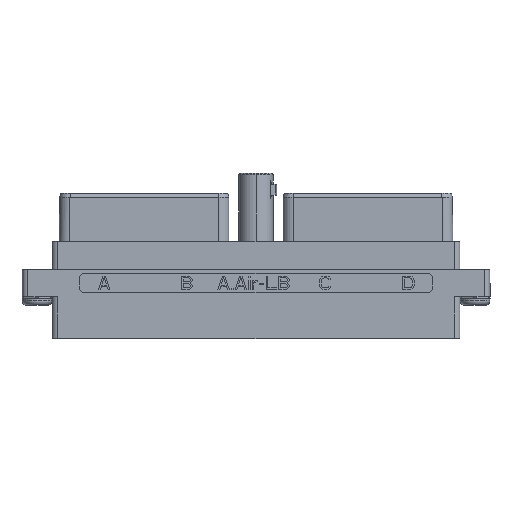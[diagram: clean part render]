
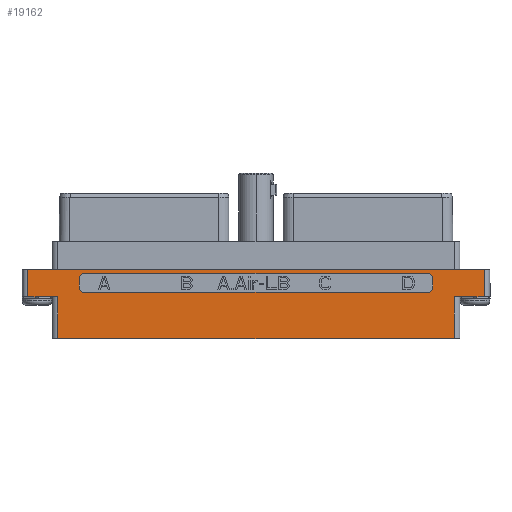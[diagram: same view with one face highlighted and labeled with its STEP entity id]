
A CAD part, top view. The second image highlights one B-rep face of the part: STEP entity #19162.
In plain terms, the highlighted planar face has unit normal (0, 0, 1).
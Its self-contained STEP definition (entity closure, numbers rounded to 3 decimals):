
#27=DIRECTION('',(-1.,0.,0.));
#28=VECTOR('',#27,83.86);
#29=CARTESIAN_POINT('',(41.93,-5.135,7.965));
#30=LINE('',#29,#28);
#98=DIRECTION('',(0.,-1.,0.));
#99=VECTOR('',#98,4.99);
#100=CARTESIAN_POINT('',(41.93,-5.135,7.965));
#101=LINE('',#100,#99);
#256=DIRECTION('',(1.,0.,0.));
#257=VECTOR('',#256,5.48);
#258=CARTESIAN_POINT('',(36.45,-10.125,7.965));
#259=LINE('',#258,#257);
#695=DIRECTION('',(1.,0.,0.));
#696=VECTOR('',#695,5.48);
#697=CARTESIAN_POINT('',(-41.93,-10.125,7.965));
#698=LINE('',#697,#696);
#967=DIRECTION('',(0.,-1.,0.));
#968=VECTOR('',#967,4.99);
#969=CARTESIAN_POINT('',(-41.93,-5.135,7.965));
#970=LINE('',#969,#968);
#985=CARTESIAN_POINT('',(-31.5,-6.86,7.965));
#986=DIRECTION('',(0.,0.,1.));
#987=DIRECTION('',(0.,1.,0.));
#988=AXIS2_PLACEMENT_3D('',#985,#986,#987);
#990=DIRECTION('',(0.,-1.,0.));
#991=VECTOR('',#990,1.5);
#992=CARTESIAN_POINT('',(-32.485,-6.86,7.965));
#993=LINE('',#992,#991);
#994=CARTESIAN_POINT('',(-31.5,-8.36,7.965));
#995=DIRECTION('',(0.,0.,1.));
#996=DIRECTION('',(-1.,0.,0.));
#997=AXIS2_PLACEMENT_3D('',#994,#995,#996);
#999=DIRECTION('',(1.,0.,0.));
#1000=VECTOR('',#999,63.);
#1001=CARTESIAN_POINT('',(-31.5,-9.345,7.965));
#1002=LINE('',#1001,#1000);
#1003=CARTESIAN_POINT('',(31.5,-8.36,7.965));
#1004=DIRECTION('',(0.,0.,1.));
#1005=DIRECTION('',(0.,-1.,0.));
#1006=AXIS2_PLACEMENT_3D('',#1003,#1004,#1005);
#1008=DIRECTION('',(0.,1.,0.));
#1009=VECTOR('',#1008,1.5);
#1010=CARTESIAN_POINT('',(32.485,-8.36,7.965));
#1011=LINE('',#1010,#1009);
#1012=CARTESIAN_POINT('',(31.5,-6.86,7.965));
#1013=DIRECTION('',(0.,0.,1.));
#1014=DIRECTION('',(1.,0.,0.));
#1015=AXIS2_PLACEMENT_3D('',#1012,#1013,#1014);
#1017=DIRECTION('',(-1.,0.,0.));
#1018=VECTOR('',#1017,63.);
#1019=CARTESIAN_POINT('',(31.5,-5.875,7.965));
#1020=LINE('',#1019,#1018);
#1030=DIRECTION('',(0.,-1.,0.));
#1031=VECTOR('',#1030,7.7);
#1032=CARTESIAN_POINT('',(36.45,-10.125,7.965));
#1033=LINE('',#1032,#1031);
#1056=DIRECTION('',(1.,0.,0.));
#1057=VECTOR('',#1056,72.9);
#1058=CARTESIAN_POINT('',(-36.45,-17.825,7.965));
#1059=LINE('',#1058,#1057);
#1089=DIRECTION('',(0.,-1.,0.));
#1090=VECTOR('',#1089,7.7);
#1091=CARTESIAN_POINT('',(-36.45,-10.125,7.965));
#1092=LINE('',#1091,#1090);
#15470=CARTESIAN_POINT('',(41.93,-10.125,7.965));
#15471=VERTEX_POINT('',#15470);
#15472=CARTESIAN_POINT('',(41.93,-5.135,7.965));
#15473=VERTEX_POINT('',#15472);
#15486=CARTESIAN_POINT('',(36.45,-17.825,7.965));
#15487=VERTEX_POINT('',#15486);
#15488=CARTESIAN_POINT('',(36.45,-10.125,7.965));
#15489=VERTEX_POINT('',#15488);
#15498=CARTESIAN_POINT('',(-36.45,-10.125,7.965));
#15499=CARTESIAN_POINT('',(-36.45,-17.825,7.965));
#15500=VERTEX_POINT('',#15498);
#15501=VERTEX_POINT('',#15499);
#15506=CARTESIAN_POINT('',(-41.93,-5.135,7.965));
#15507=CARTESIAN_POINT('',(-41.93,-10.125,7.965));
#15508=VERTEX_POINT('',#15506);
#15509=VERTEX_POINT('',#15507);
#15674=CARTESIAN_POINT('',(-31.5,-5.875,7.965));
#15675=CARTESIAN_POINT('',(-32.485,-6.86,7.965));
#15676=VERTEX_POINT('',#15674);
#15677=VERTEX_POINT('',#15675);
#15678=CARTESIAN_POINT('',(-32.485,-8.36,7.965));
#15679=VERTEX_POINT('',#15678);
#15680=CARTESIAN_POINT('',(-31.5,-9.345,7.965));
#15681=VERTEX_POINT('',#15680);
#15682=CARTESIAN_POINT('',(31.5,-9.345,7.965));
#15683=VERTEX_POINT('',#15682);
#15684=CARTESIAN_POINT('',(32.485,-8.36,7.965));
#15685=VERTEX_POINT('',#15684);
#15686=CARTESIAN_POINT('',(32.485,-6.86,7.965));
#15687=VERTEX_POINT('',#15686);
#15688=CARTESIAN_POINT('',(31.5,-5.875,7.965));
#15689=VERTEX_POINT('',#15688);
#19126=CARTESIAN_POINT('',(-42.93,-5.15,7.965));
#19127=DIRECTION('',(0.,0.,1.));
#19128=DIRECTION('',(1.,0.,0.));
#19129=AXIS2_PLACEMENT_3D('',#19126,#19127,#19128);
#19130=PLANE('',#19129);
#19131=ORIENTED_EDGE('',*,*,#18492,.T.);
#19132=ORIENTED_EDGE('',*,*,#18634,.F.);
#19134=ORIENTED_EDGE('',*,*,#19133,.T.);
#19136=ORIENTED_EDGE('',*,*,#19135,.F.);
#19138=ORIENTED_EDGE('',*,*,#19137,.F.);
#19139=ORIENTED_EDGE('',*,*,#18954,.F.);
#19140=ORIENTED_EDGE('',*,*,#19118,.F.);
#19141=ORIENTED_EDGE('',*,*,#18422,.F.);
#19142=EDGE_LOOP('',(#19131,#19132,#19134,#19136,#19138,#19139,#19140,#19141));
#19143=FACE_OUTER_BOUND('',#19142,.F.);
#19145=ORIENTED_EDGE('',*,*,#19144,.T.);
#19147=ORIENTED_EDGE('',*,*,#19146,.T.);
#19149=ORIENTED_EDGE('',*,*,#19148,.T.);
#19151=ORIENTED_EDGE('',*,*,#19150,.T.);
#19153=ORIENTED_EDGE('',*,*,#19152,.T.);
#19155=ORIENTED_EDGE('',*,*,#19154,.T.);
#19157=ORIENTED_EDGE('',*,*,#19156,.T.);
#19159=ORIENTED_EDGE('',*,*,#19158,.T.);
#19160=EDGE_LOOP('',(#19145,#19147,#19149,#19151,#19153,#19155,#19157,#19159));
#19161=FACE_BOUND('',#19160,.F.);
#19162=ADVANCED_FACE('',(#19143,#19161),#19130,.T.);
#989=CIRCLE('',#988,0.985);
#998=CIRCLE('',#997,0.985);
#1007=CIRCLE('',#1006,0.985);
#1016=CIRCLE('',#1015,0.985);
#18422=EDGE_CURVE('',#15473,#15508,#30,.T.);
#18492=EDGE_CURVE('',#15473,#15471,#101,.T.);
#18634=EDGE_CURVE('',#15489,#15471,#259,.T.);
#18954=EDGE_CURVE('',#15509,#15500,#698,.T.);
#19118=EDGE_CURVE('',#15508,#15509,#970,.T.);
#19133=EDGE_CURVE('',#15489,#15487,#1033,.T.);
#19135=EDGE_CURVE('',#15501,#15487,#1059,.T.);
#19137=EDGE_CURVE('',#15500,#15501,#1092,.T.);
#19144=EDGE_CURVE('',#15676,#15677,#989,.T.);
#19146=EDGE_CURVE('',#15677,#15679,#993,.T.);
#19148=EDGE_CURVE('',#15679,#15681,#998,.T.);
#19150=EDGE_CURVE('',#15681,#15683,#1002,.T.);
#19152=EDGE_CURVE('',#15683,#15685,#1007,.T.);
#19154=EDGE_CURVE('',#15685,#15687,#1011,.T.);
#19156=EDGE_CURVE('',#15687,#15689,#1016,.T.);
#19158=EDGE_CURVE('',#15689,#15676,#1020,.T.);
